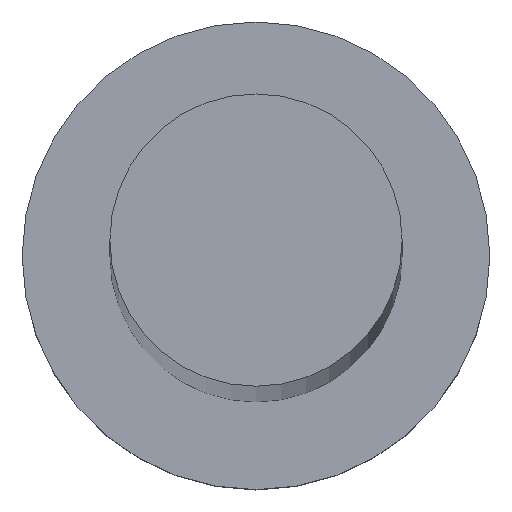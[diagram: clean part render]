
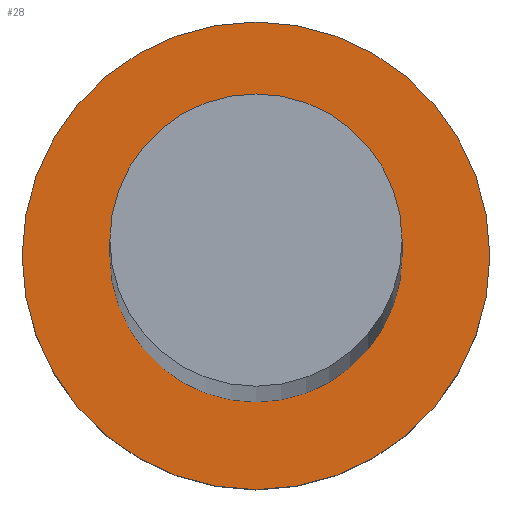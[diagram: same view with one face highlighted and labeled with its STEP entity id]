
A CAD part, top view. The second image highlights one B-rep face of the part: STEP entity #28.
In plain terms, the highlighted planar face has unit normal (0, 0, 1).
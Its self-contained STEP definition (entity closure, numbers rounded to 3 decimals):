
#3 = ORIENTED_EDGE ( 'NONE', *, *, #246, .T. ) ;
#18 = DIRECTION ( 'NONE',  ( 1., 0., 0. ) ) ;
#19 = ORIENTED_EDGE ( 'NONE', *, *, #65, .F. ) ;
#23 = PLANE ( 'NONE',  #185 ) ;
#25 = VERTEX_POINT ( 'NONE', #102 ) ;
#27 = DIRECTION ( 'NONE',  ( 1., 0., 0. ) ) ;
#28 = ADVANCED_FACE ( 'NONE', ( #201, #122 ), #23, .T. ) ;
#46 = VERTEX_POINT ( 'NONE', #184 ) ;
#56 = DIRECTION ( 'NONE',  ( 1., 0., 0. ) ) ;
#65 = EDGE_CURVE ( 'NONE', #205, #25, #72, .T. ) ;
#66 = VERTEX_POINT ( 'NONE', #114 ) ;
#72 = CIRCLE ( 'NONE', #104, 5. ) ;
#73 = DIRECTION ( 'NONE',  ( 1., 0., 0. ) ) ;
#78 = DIRECTION ( 'NONE',  ( 0., 0., 1. ) ) ;
#81 = EDGE_LOOP ( 'NONE', ( #197, #3 ) ) ;
#93 = AXIS2_PLACEMENT_3D ( 'NONE', #169, #248, #73 ) ;
#94 = DIRECTION ( 'NONE',  ( 0., 0., 1. ) ) ;
#102 = CARTESIAN_POINT ( 'NONE',  ( -5., 0., 6.5 ) ) ;
#104 = AXIS2_PLACEMENT_3D ( 'NONE', #211, #94, #56 ) ;
#110 = CARTESIAN_POINT ( 'NONE',  ( 5., 0., 6.5 ) ) ;
#112 = CIRCLE ( 'NONE', #249, 5. ) ;
#114 = CARTESIAN_POINT ( 'NONE',  ( 8., 0., 6.5 ) ) ;
#122 = FACE_OUTER_BOUND ( 'NONE', #81, .T. ) ;
#127 = EDGE_CURVE ( 'NONE', #25, #205, #112, .T. ) ;
#153 = CARTESIAN_POINT ( 'NONE',  ( 0., 0., 6.5 ) ) ;
#154 = DIRECTION ( 'NONE',  ( 1., 0., 0. ) ) ;
#155 = DIRECTION ( 'NONE',  ( 0., 0., 1. ) ) ;
#163 = CIRCLE ( 'NONE', #93, 8. ) ;
#167 = CIRCLE ( 'NONE', #179, 8. ) ;
#169 = CARTESIAN_POINT ( 'NONE',  ( 0., 0., 6.5 ) ) ;
#179 = AXIS2_PLACEMENT_3D ( 'NONE', #153, #78, #18 ) ;
#184 = CARTESIAN_POINT ( 'NONE',  ( -8., 0., 6.5 ) ) ;
#185 = AXIS2_PLACEMENT_3D ( 'NONE', #207, #190, #27 ) ;
#190 = DIRECTION ( 'NONE',  ( 0., 0., 1. ) ) ;
#197 = ORIENTED_EDGE ( 'NONE', *, *, #245, .T. ) ;
#201 = FACE_BOUND ( 'NONE', #235, .T. ) ;
#205 = VERTEX_POINT ( 'NONE', #110 ) ;
#207 = CARTESIAN_POINT ( 'NONE',  ( 0., 0., 6.5 ) ) ;
#211 = CARTESIAN_POINT ( 'NONE',  ( 0., 0., 6.5 ) ) ;
#220 = ORIENTED_EDGE ( 'NONE', *, *, #127, .F. ) ;
#228 = CARTESIAN_POINT ( 'NONE',  ( 0., 0., 6.5 ) ) ;
#235 = EDGE_LOOP ( 'NONE', ( #220, #19 ) ) ;
#245 = EDGE_CURVE ( 'NONE', #46, #66, #163, .T. ) ;
#246 = EDGE_CURVE ( 'NONE', #66, #46, #167, .T. ) ;
#248 = DIRECTION ( 'NONE',  ( 0., 0., 1. ) ) ;
#249 = AXIS2_PLACEMENT_3D ( 'NONE', #228, #155, #154 ) ;
